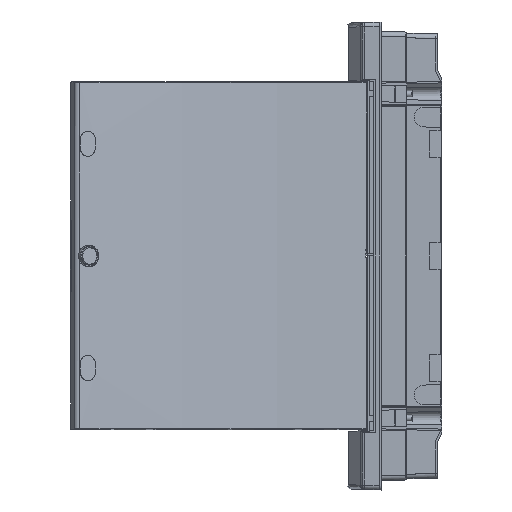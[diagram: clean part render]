
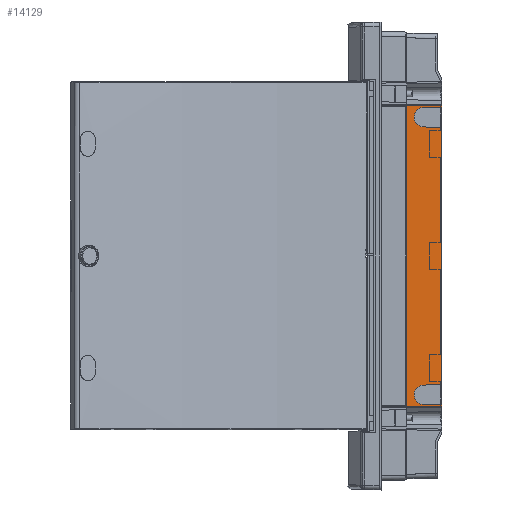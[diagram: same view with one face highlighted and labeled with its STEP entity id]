
A CAD part, left-side view. The second image highlights one B-rep face of the part: STEP entity #14129.
In plain terms, the highlighted planar face has unit normal (-1, -0.018, 0).
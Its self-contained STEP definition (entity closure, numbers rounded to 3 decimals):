
#604=CIRCLE('',#14839,10.935);
#654=CIRCLE('',#15096,10.935);
#2469=ORIENTED_EDGE('',*,*,#5263,.T.);
#2470=ORIENTED_EDGE('',*,*,#5874,.T.);
#2471=ORIENTED_EDGE('',*,*,#5873,.T.);
#2472=ORIENTED_EDGE('',*,*,#5870,.T.);
#2473=ORIENTED_EDGE('',*,*,#5259,.F.);
#2474=ORIENTED_EDGE('',*,*,#5869,.F.);
#2475=ORIENTED_EDGE('',*,*,#5667,.T.);
#2476=ORIENTED_EDGE('',*,*,#5376,.T.);
#2477=ORIENTED_EDGE('',*,*,#5231,.T.);
#2478=ORIENTED_EDGE('',*,*,#5375,.F.);
#2479=ORIENTED_EDGE('',*,*,#5371,.F.);
#2480=ORIENTED_EDGE('',*,*,#5368,.F.);
#5231=EDGE_CURVE('',#7291,#7290,#8662,.T.);
#5259=EDGE_CURVE('',#7318,#7319,#8686,.T.);
#5263=EDGE_CURVE('',#7323,#7322,#8690,.T.);
#5368=EDGE_CURVE('',#7323,#7399,#8757,.T.);
#5371=EDGE_CURVE('',#7399,#7401,#604,.T.);
#5375=EDGE_CURVE('',#7401,#7290,#8760,.T.);
#5376=EDGE_CURVE('',#7403,#7291,#8761,.T.);
#5667=EDGE_CURVE('',#7589,#7403,#9024,.T.);
#5869=EDGE_CURVE('',#7589,#7318,#9193,.T.);
#5870=EDGE_CURVE('',#7708,#7319,#9194,.T.);
#5873=EDGE_CURVE('',#7709,#7708,#654,.T.);
#5874=EDGE_CURVE('',#7322,#7709,#9195,.T.);
#7290=VERTEX_POINT('',#20231);
#7291=VERTEX_POINT('',#20233);
#7318=VERTEX_POINT('',#20287);
#7319=VERTEX_POINT('',#20289);
#7322=VERTEX_POINT('',#20295);
#7323=VERTEX_POINT('',#20297);
#7399=VERTEX_POINT('',#20607);
#7401=VERTEX_POINT('',#20613);
#7403=VERTEX_POINT('',#20622);
#7589=VERTEX_POINT('',#21235);
#7708=VERTEX_POINT('',#21673);
#7709=VERTEX_POINT('',#21677);
#8662=LINE('',#20232,#10114);
#8686=LINE('',#20288,#10138);
#8690=LINE('',#20296,#10142);
#8757=LINE('',#20606,#10209);
#8760=LINE('',#20619,#10212);
#8761=LINE('',#20621,#10213);
#9024=LINE('',#21234,#10476);
#9193=LINE('',#21670,#10645);
#9194=LINE('',#21672,#10646);
#9195=LINE('',#21680,#10647);
#10114=VECTOR('',#16166,1000.);
#10138=VECTOR('',#16198,1000.);
#10142=VECTOR('',#16202,1000.);
#10209=VECTOR('',#16363,1000.);
#10212=VECTOR('',#16378,1000.);
#10213=VECTOR('',#16381,1000.);
#10476=VECTOR('',#16908,1000.);
#10645=VECTOR('',#17309,1000.);
#10646=VECTOR('',#17312,1000.);
#10647=VECTOR('',#17323,1000.);
#11785=EDGE_LOOP('',(#2469,#2470,#2471,#2472,#2473,#2474,#2475,#2476,#2477,
#2478,#2479,#2480));
#12712=FACE_BOUND('',#11785,.T.);
#13545=PLANE('',#15108);
#14129=ADVANCED_FACE('',(#12712),#13545,.T.);
#14839=AXIS2_PLACEMENT_3D('',#20612,#16369,#16370);
#15096=AXIS2_PLACEMENT_3D('',#21678,#17319,#17320);
#15108=AXIS2_PLACEMENT_3D('',#21721,#17368,#17369);
#16166=DIRECTION('',(0.,0.,1.));
#16198=DIRECTION('',(0.,0.,-1.));
#16202=DIRECTION('',(0.,0.,1.));
#16363=DIRECTION('',(-0.017,1.,-0.017));
#16369=DIRECTION('',(-1.,-0.017,0.));
#16370=DIRECTION('',(-0.017,1.,0.));
#16378=DIRECTION('',(0.017,-1.,-0.017));
#16381=DIRECTION('',(0.017,-1.,0.012));
#16908=DIRECTION('',(0.,0.,-1.));
#17309=DIRECTION('',(0.017,-1.,-0.012));
#17312=DIRECTION('',(0.017,-1.,0.017));
#17319=DIRECTION('',(1.,0.017,0.));
#17320=DIRECTION('',(-0.017,1.,0.));
#17323=DIRECTION('',(-0.017,1.,0.017));
#17368=DIRECTION('',(-1.,-0.017,0.));
#17369=DIRECTION('',(-0.017,1.,0.));
#20231=CARTESIAN_POINT('',(-183.808,-0.3,-166.138));
#20232=CARTESIAN_POINT('',(-183.808,-0.3,-115.945));
#20233=CARTESIAN_POINT('',(-183.808,-0.3,-169.008));
#20287=CARTESIAN_POINT('',(-183.808,-0.3,169.008));
#20288=CARTESIAN_POINT('',(-183.808,-0.3,240.945));
#20289=CARTESIAN_POINT('',(-183.808,-0.3,166.138));
#20295=CARTESIAN_POINT('',(-183.808,-0.3,143.564));
#20296=CARTESIAN_POINT('',(-183.808,-0.3,-115.945));
#20297=CARTESIAN_POINT('',(-183.808,-0.3,-143.564));
#20606=CARTESIAN_POINT('',(-184.519,40.487,-144.276));
#20607=CARTESIAN_POINT('',(-184.159,19.857,-143.916));
#20612=CARTESIAN_POINT('',(-184.159,19.857,-154.851));
#20613=CARTESIAN_POINT('',(-184.159,19.857,-165.786));
#20619=CARTESIAN_POINT('',(-184.467,37.483,-165.479));
#20621=CARTESIAN_POINT('',(-184.505,39.681,-169.501));
#20622=CARTESIAN_POINT('',(-184.49,38.8,-169.49));
#21234=CARTESIAN_POINT('',(-184.49,38.8,240.945));
#21235=CARTESIAN_POINT('',(-184.49,38.8,169.49));
#21670=CARTESIAN_POINT('',(-184.505,39.681,169.501));
#21672=CARTESIAN_POINT('',(-184.467,37.483,165.479));
#21673=CARTESIAN_POINT('',(-184.159,19.857,165.786));
#21677=CARTESIAN_POINT('',(-184.159,19.857,143.916));
#21678=CARTESIAN_POINT('',(-184.159,19.857,154.851));
#21680=CARTESIAN_POINT('',(-184.519,40.487,144.276));
#21721=CARTESIAN_POINT('',(-184.49,38.8,240.945));
